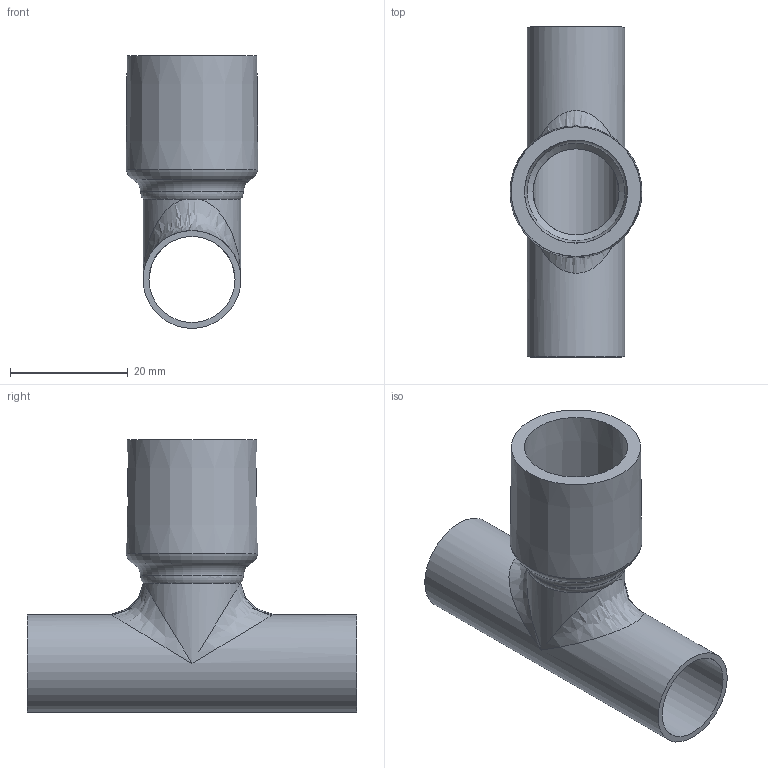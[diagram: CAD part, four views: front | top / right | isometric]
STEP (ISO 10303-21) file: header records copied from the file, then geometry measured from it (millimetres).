
FILE_DESCRIPTION(/* description */ (''),/* implementation_level */ '2;1');
FILE_NAME(/* name */ '17.5F-22M15F15F.step',/* time_stamp */ '2020-04-02T13:33:23+03:00',/* author */ (''),/* organization */ (''),/* preprocessor_version */ 'ST-DEVELOPER v18',/* originating_system */ 'Autodesk Translation Framework v8.12.0.6',/* authorisation */ '');
FILE_SCHEMA (('AUTOMOTIVE_DESIGN { 1 0 10303 214 3 1 1 }'));
Length unit declared in the file: millimetre
Products named in the file (1): T joint nebulisor
Bounding box: 22.4 x 56 x 46.3 mm (x, y, z)
Volume: 6078.6 mm3; surface area: 9107.6 mm2
Topology: 1 solids, 1 shells, 20 faces, 55 edges, 28 vertices
Faces by surface type: cylinder 6, torus 4, bspline 4, cone 3, plane 3
Full cylindrical faces by diameter (mm): 14.6 x2, 16.6 x1, 17.501 x1
Entity records: 921 total; most frequent: CARTESIAN_POINT 398, DIRECTION 115, ORIENTED_EDGE 94, AXIS2_PLACEMENT_3D 53, EDGE_CURVE 47, VERTEX_POINT 28, CIRCLE 26, EDGE_LOOP 23
